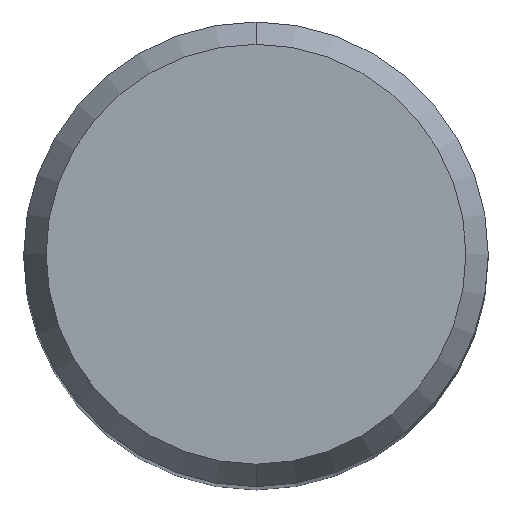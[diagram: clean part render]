
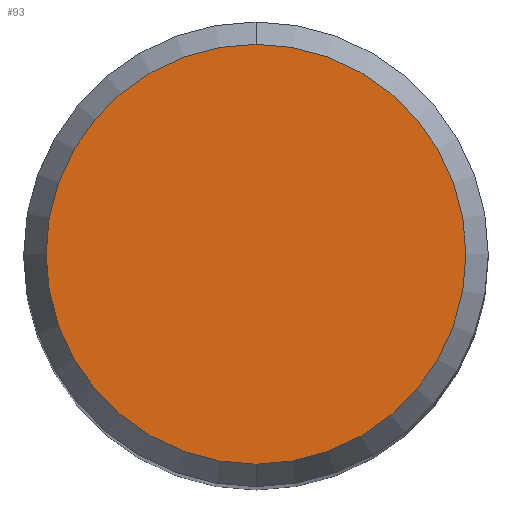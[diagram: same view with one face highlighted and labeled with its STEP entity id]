
A CAD part, top view. The second image highlights one B-rep face of the part: STEP entity #93.
In plain terms, the highlighted planar face has unit normal (0, 0, 1).
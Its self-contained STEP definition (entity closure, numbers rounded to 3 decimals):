
#93=ADVANCED_FACE('',(#221),#222,.T.);
#111=VERTEX_POINT('',#243);
#149=VERTEX_POINT('',#282);
#157=EDGE_CURVE('',#149,#111,#291,.T.);
#179=EDGE_CURVE('',#111,#149,#317,.T.);
#221=FACE_OUTER_BOUND('',#355,.T.);
#222=PLANE('',#356);
#243=CARTESIAN_POINT('',(0.,-4.304,0.01));
#282=CARTESIAN_POINT('',(0.0,4.304,0.01));
#291=CIRCLE('',#445,4.304);
#317=CIRCLE('',#477,4.304);
#355=EDGE_LOOP('',(#513,#514));
#356=AXIS2_PLACEMENT_3D('',#515,#516,#517);
#445=AXIS2_PLACEMENT_3D('',#580,#581,#582);
#477=AXIS2_PLACEMENT_3D('',#627,#628,#629);
#513=ORIENTED_EDGE('',*,*,#157,.F.);
#514=ORIENTED_EDGE('',*,*,#179,.F.);
#515=CARTESIAN_POINT('',(0.0,2.152,0.01));
#516=DIRECTION('',(-0.0,0.0,1.0));
#517=DIRECTION('',(0.0,-1.0,0.0));
#580=CARTESIAN_POINT('',(0.0,0.0,0.01));
#581=DIRECTION('',(0.0,0.0,-1.0));
#582=DIRECTION('',(0.0,1.0,0.0));
#627=CARTESIAN_POINT('',(0.0,0.0,0.01));
#628=DIRECTION('',(0.0,0.0,-1.0));
#629=DIRECTION('',(0.0,1.0,0.0));
